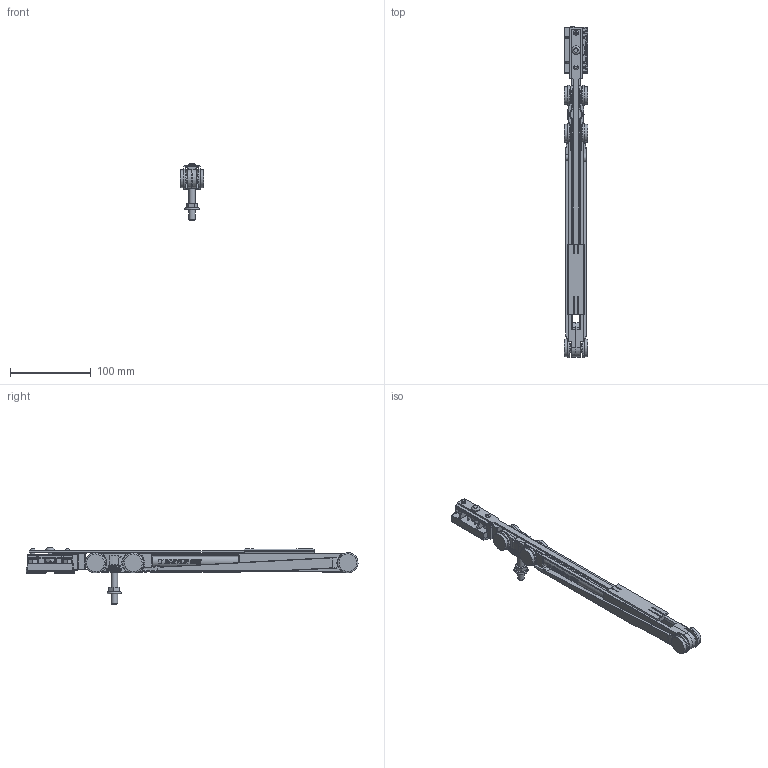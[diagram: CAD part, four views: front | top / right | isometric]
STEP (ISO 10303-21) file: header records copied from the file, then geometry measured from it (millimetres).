
FILE_DESCRIPTION(/* description */ (''),/* implementation_level */ '2;1');
FILE_NAME(/* name */ '11288M15.stp',/* time_stamp */ '2024-01-30T12:33:32+01:00',/* author */ ('Giuliano'),/* organization */ (''),/* preprocessor_version */ 'ST-DEVELOPER v18.1',/* originating_system */ 'Autodesk Inventor 2021',/* authorisation */ '');
FILE_SCHEMA (('AUTOMOTIVE_DESIGN { 1 0 10303 214 3 1 1 }'));
Length unit declared in the file: millimetre
Products named in the file (1): 11288M15
Bounding box: 29.4 x 412.44 x 69.6 mm (x, y, z)
Volume: 171460.2 mm3; surface area: 74446.5 mm2
Topology: 2 solids, 3 shells, 1908 faces, 4719 edges, 2866 vertices
Faces by surface type: plane 830, cylinder 546, bspline 259, sphere 144, cone 66, torus 63
Full cylindrical faces by diameter (mm): 6 x9, 8 x2, 8.7 x1, 9.182 x3, 10.5 x1, 22 x6
Entity records: 63562 total; most frequent: CARTESIAN_POINT 18855, DIRECTION 9456, ORIENTED_EDGE 9368, EDGE_CURVE 4684, AXIS2_PLACEMENT_3D 3635, VERTEX_POINT 2866, LINE 2186, VECTOR 2186
